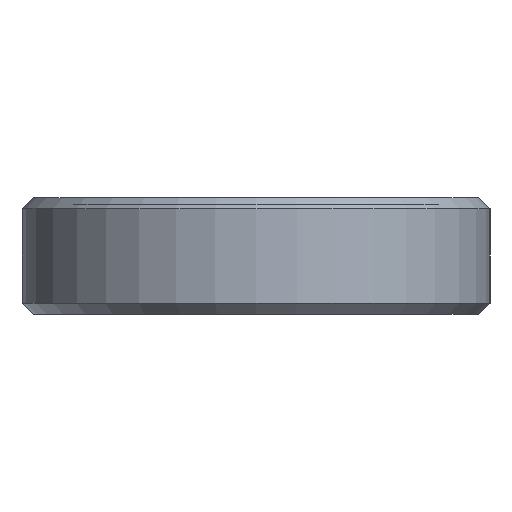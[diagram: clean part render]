
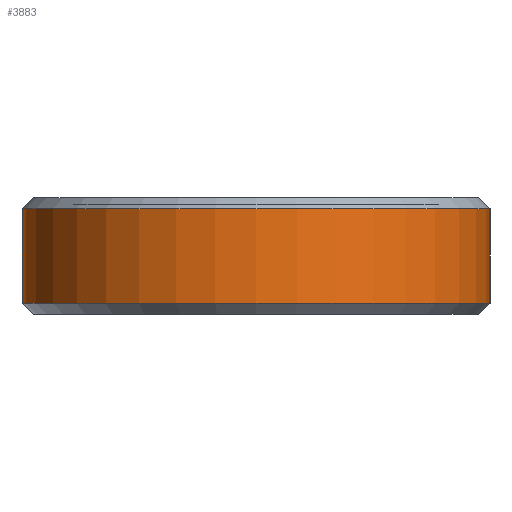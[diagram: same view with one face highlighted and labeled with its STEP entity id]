
A CAD part, left-side view. The second image highlights one B-rep face of the part: STEP entity #3883.
In plain terms, the highlighted cylindrical face has radius 6.25 mm (diameter 12.5 mm), a partial arc.
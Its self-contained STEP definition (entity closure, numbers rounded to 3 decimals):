
#45 = CONICAL_SURFACE('',#46,6.25,0.785);
#46 = AXIS2_PLACEMENT_3D('',#47,#48,#49);
#47 = CARTESIAN_POINT('',(0.,0.,0.3));
#48 = DIRECTION('',(0.,0.,1.));
#49 = DIRECTION('',(0.,1.,0.));
#1415 = VERTEX_POINT('',#1416);
#1416 = CARTESIAN_POINT('',(0.,6.25,0.3));
#1439 = VERTEX_POINT('',#1440);
#1440 = CARTESIAN_POINT('',(0.,-6.25,0.3));
#1461 = EDGE_CURVE('',#1415,#1439,#1462,.T.);
#1462 = SURFACE_CURVE('',#1463,(#1468,#1475),.PCURVE_S1.);
#1463 = CIRCLE('',#1464,6.25);
#1464 = AXIS2_PLACEMENT_3D('',#1465,#1466,#1467);
#1465 = CARTESIAN_POINT('',(0.,0.,0.3));
#1466 = DIRECTION('',(0.,-0.,1.));
#1467 = DIRECTION('',(0.,1.,0.));
#1468 = PCURVE('',#45,#1469);
#1469 = DEFINITIONAL_REPRESENTATION('',(#1470),#1474);
#1470 = LINE('',#1471,#1472);
#1471 = CARTESIAN_POINT('',(0.,0.));
#1472 = VECTOR('',#1473,1.);
#1473 = DIRECTION('',(1.,0.));
#1474 = ( GEOMETRIC_REPRESENTATION_CONTEXT(2) 
PARAMETRIC_REPRESENTATION_CONTEXT() REPRESENTATION_CONTEXT('2D SPACE',''
  ) );
#1475 = PCURVE('',#1476,#1481);
#1476 = CYLINDRICAL_SURFACE('',#1477,6.25);
#1477 = AXIS2_PLACEMENT_3D('',#1478,#1479,#1480);
#1478 = CARTESIAN_POINT('',(0.,0.,0.));
#1479 = DIRECTION('',(-0.,-0.,-1.));
#1480 = DIRECTION('',(1.,0.,0.));
#1481 = DEFINITIONAL_REPRESENTATION('',(#1482),#1486);
#1482 = LINE('',#1483,#1484);
#1483 = CARTESIAN_POINT('',(-1.571,-0.3));
#1484 = VECTOR('',#1485,1.);
#1485 = DIRECTION('',(-1.,0.));
#1486 = ( GEOMETRIC_REPRESENTATION_CONTEXT(2) 
PARAMETRIC_REPRESENTATION_CONTEXT() REPRESENTATION_CONTEXT('2D SPACE',''
  ) );
#1530 = PLANE('',#1531);
#1531 = AXIS2_PLACEMENT_3D('',#1532,#1533,#1534);
#1532 = CARTESIAN_POINT('',(0.,6.25,0.));
#1533 = DIRECTION('',(0.,1.,0.));
#1534 = DIRECTION('',(1.,0.,0.));
#1584 = PLANE('',#1585);
#1585 = AXIS2_PLACEMENT_3D('',#1586,#1587,#1588);
#1586 = CARTESIAN_POINT('',(0.,-6.25,0.));
#1587 = DIRECTION('',(0.,1.,0.));
#1588 = DIRECTION('',(1.,0.,0.));
#3883 = ADVANCED_FACE('',(#3884),#1476,.T.);
#3884 = FACE_BOUND('',#3885,.F.);
#3885 = EDGE_LOOP('',(#3886,#3909,#3938,#3959));
#3886 = ORIENTED_EDGE('',*,*,#3887,.T.);
#3887 = EDGE_CURVE('',#1415,#3888,#3890,.T.);
#3888 = VERTEX_POINT('',#3889);
#3889 = CARTESIAN_POINT('',(0.,6.25,2.825));
#3890 = SURFACE_CURVE('',#3891,(#3895,#3902),.PCURVE_S1.);
#3891 = LINE('',#3892,#3893);
#3892 = CARTESIAN_POINT('',(0.,6.25,0.));
#3893 = VECTOR('',#3894,1.);
#3894 = DIRECTION('',(0.,0.,1.));
#3895 = PCURVE('',#1476,#3896);
#3896 = DEFINITIONAL_REPRESENTATION('',(#3897),#3901);
#3897 = LINE('',#3898,#3899);
#3898 = CARTESIAN_POINT('',(-1.571,0.));
#3899 = VECTOR('',#3900,1.);
#3900 = DIRECTION('',(-0.,-1.));
#3901 = ( GEOMETRIC_REPRESENTATION_CONTEXT(2) 
PARAMETRIC_REPRESENTATION_CONTEXT() REPRESENTATION_CONTEXT('2D SPACE',''
  ) );
#3902 = PCURVE('',#1530,#3903);
#3903 = DEFINITIONAL_REPRESENTATION('',(#3904),#3908);
#3904 = LINE('',#3905,#3906);
#3905 = CARTESIAN_POINT('',(0.,0.));
#3906 = VECTOR('',#3907,1.);
#3907 = DIRECTION('',(0.,-1.));
#3908 = ( GEOMETRIC_REPRESENTATION_CONTEXT(2) 
PARAMETRIC_REPRESENTATION_CONTEXT() REPRESENTATION_CONTEXT('2D SPACE',''
  ) );
#3909 = ORIENTED_EDGE('',*,*,#3910,.T.);
#3910 = EDGE_CURVE('',#3888,#3911,#3913,.T.);
#3911 = VERTEX_POINT('',#3912);
#3912 = CARTESIAN_POINT('',(0.,-6.25,2.825));
#3913 = SURFACE_CURVE('',#3914,(#3919,#3926),.PCURVE_S1.);
#3914 = CIRCLE('',#3915,6.25);
#3915 = AXIS2_PLACEMENT_3D('',#3916,#3917,#3918);
#3916 = CARTESIAN_POINT('',(0.,0.,2.825));
#3917 = DIRECTION('',(0.,-0.,1.));
#3918 = DIRECTION('',(0.,1.,0.));
#3919 = PCURVE('',#1476,#3920);
#3920 = DEFINITIONAL_REPRESENTATION('',(#3921),#3925);
#3921 = LINE('',#3922,#3923);
#3922 = CARTESIAN_POINT('',(-1.571,-2.825));
#3923 = VECTOR('',#3924,1.);
#3924 = DIRECTION('',(-1.,0.));
#3925 = ( GEOMETRIC_REPRESENTATION_CONTEXT(2) 
PARAMETRIC_REPRESENTATION_CONTEXT() REPRESENTATION_CONTEXT('2D SPACE',''
  ) );
#3926 = PCURVE('',#3927,#3932);
#3927 = CONICAL_SURFACE('',#3928,6.25,0.785);
#3928 = AXIS2_PLACEMENT_3D('',#3929,#3930,#3931);
#3929 = CARTESIAN_POINT('',(0.,0.,2.825));
#3930 = DIRECTION('',(-0.,-0.,-1.));
#3931 = DIRECTION('',(0.,1.,0.));
#3932 = DEFINITIONAL_REPRESENTATION('',(#3933),#3937);
#3933 = LINE('',#3934,#3935);
#3934 = CARTESIAN_POINT('',(-0.,-0.));
#3935 = VECTOR('',#3936,1.);
#3936 = DIRECTION('',(-1.,-0.));
#3937 = ( GEOMETRIC_REPRESENTATION_CONTEXT(2) 
PARAMETRIC_REPRESENTATION_CONTEXT() REPRESENTATION_CONTEXT('2D SPACE',''
  ) );
#3938 = ORIENTED_EDGE('',*,*,#3939,.F.);
#3939 = EDGE_CURVE('',#1439,#3911,#3940,.T.);
#3940 = SURFACE_CURVE('',#3941,(#3945,#3952),.PCURVE_S1.);
#3941 = LINE('',#3942,#3943);
#3942 = CARTESIAN_POINT('',(0.,-6.25,0.));
#3943 = VECTOR('',#3944,1.);
#3944 = DIRECTION('',(0.,0.,1.));
#3945 = PCURVE('',#1476,#3946);
#3946 = DEFINITIONAL_REPRESENTATION('',(#3947),#3951);
#3947 = LINE('',#3948,#3949);
#3948 = CARTESIAN_POINT('',(-4.712,0.));
#3949 = VECTOR('',#3950,1.);
#3950 = DIRECTION('',(-0.,-1.));
#3951 = ( GEOMETRIC_REPRESENTATION_CONTEXT(2) 
PARAMETRIC_REPRESENTATION_CONTEXT() REPRESENTATION_CONTEXT('2D SPACE',''
  ) );
#3952 = PCURVE('',#1584,#3953);
#3953 = DEFINITIONAL_REPRESENTATION('',(#3954),#3958);
#3954 = LINE('',#3955,#3956);
#3955 = CARTESIAN_POINT('',(0.,0.));
#3956 = VECTOR('',#3957,1.);
#3957 = DIRECTION('',(0.,-1.));
#3958 = ( GEOMETRIC_REPRESENTATION_CONTEXT(2) 
PARAMETRIC_REPRESENTATION_CONTEXT() REPRESENTATION_CONTEXT('2D SPACE',''
  ) );
#3959 = ORIENTED_EDGE('',*,*,#1461,.F.);
